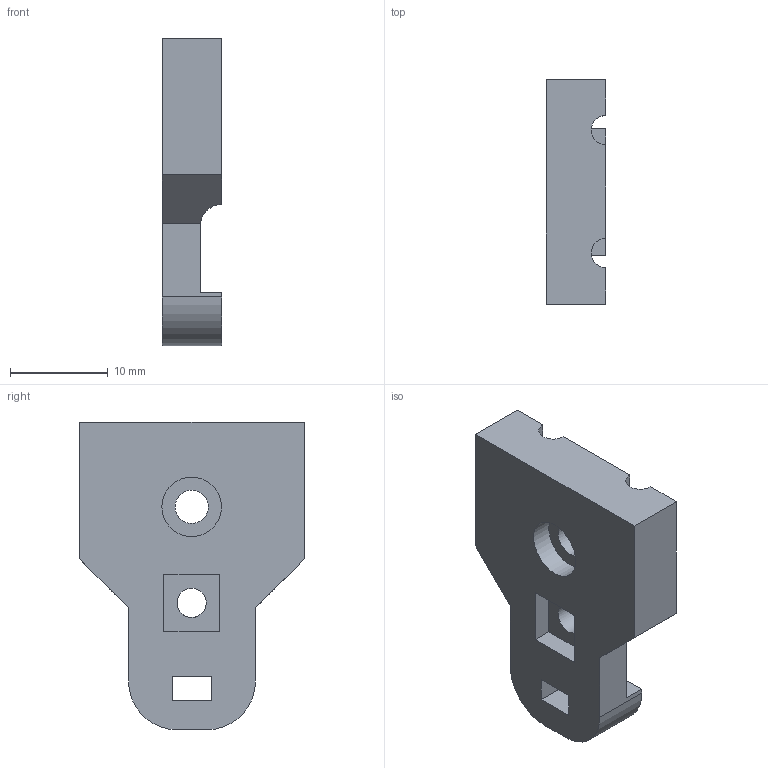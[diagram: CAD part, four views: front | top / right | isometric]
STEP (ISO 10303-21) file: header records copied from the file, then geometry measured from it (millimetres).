
FILE_DESCRIPTION(/* description */ (''),/* implementation_level */ '2;1');
FILE_NAME(/* name */ 'end-pulley-top.step',/* time_stamp */ '2025-11-28T14:49:31-08:00',/* author */ (''),/* organization */ (''),/* preprocessor_version */ 'ST-DEVELOPER v20.1',/* originating_system */ 'Autodesk Translation Framework v14.21.0.0',/* authorisation */ '');
FILE_SCHEMA (('AUTOMOTIVE_DESIGN { 1 0 10303 214 3 1 1 }'));
Length unit declared in the file: millimetre
Products named in the file (1): end-pulley-top
Bounding box: 6.1 x 23 x 31.5 mm (x, y, z)
Volume: 2571.5 mm3; surface area: 1996.2 mm2
Topology: 1 solids, 1 shells, 47 faces, 132 edges, 88 vertices
Faces by surface type: plane 33, cylinder 14
Full cylindrical faces by diameter (mm): 3 x1, 3.4 x1, 6.1 x1
Entity records: 1568 total; most frequent: CARTESIAN_POINT 268, ORIENTED_EDGE 264, DIRECTION 258, EDGE_CURVE 132, LINE 102, VECTOR 102, VERTEX_POINT 88, AXIS2_PLACEMENT_3D 78
